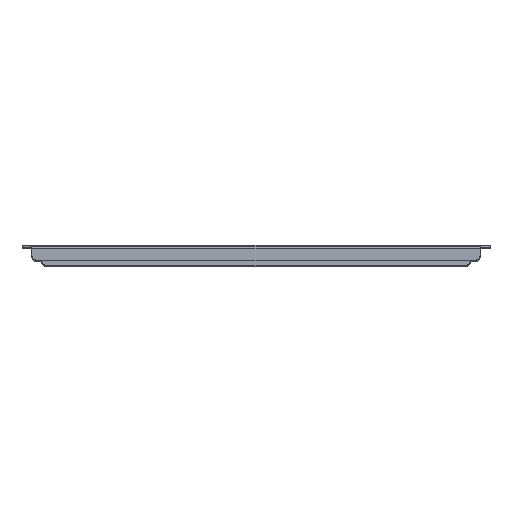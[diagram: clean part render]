
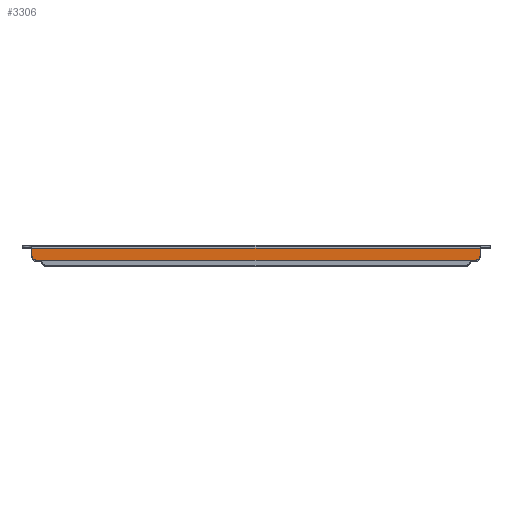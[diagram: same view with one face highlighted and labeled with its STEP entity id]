
A CAD part, top view. The second image highlights one B-rep face of the part: STEP entity #3306.
In plain terms, the highlighted planar face has unit normal (0, 0, 1).
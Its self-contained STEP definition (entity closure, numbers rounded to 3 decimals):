
#58 = CARTESIAN_POINT ( 'NONE',  ( -228.25, -1.5, 47.45 ) ) ;
#107 = CARTESIAN_POINT ( 'NONE',  ( 0., 0., 47.45 ) ) ;
#132 = EDGE_CURVE ( 'NONE', #161, #277, #1150, .T. ) ;
#161 = VERTEX_POINT ( 'NONE', #1713 ) ;
#277 = VERTEX_POINT ( 'NONE', #3224 ) ;
#286 = ORIENTED_EDGE ( 'NONE', *, *, #1754, .F. ) ;
#333 = VERTEX_POINT ( 'NONE', #478 ) ;
#357 = CARTESIAN_POINT ( 'NONE',  ( 228.25, -10., 47.45 ) ) ;
#398 = EDGE_CURVE ( 'NONE', #333, #277, #2430, .T. ) ;
#412 = CARTESIAN_POINT ( 'NONE',  ( -228.25, -15., 47.45 ) ) ;
#433 = ORIENTED_EDGE ( 'NONE', *, *, #132, .F. ) ;
#472 = DIRECTION ( 'NONE',  ( 0., -1., 0. ) ) ;
#478 = CARTESIAN_POINT ( 'NONE',  ( 228.25, -3., 47.45 ) ) ;
#529 = DIRECTION ( 'NONE',  ( -1., 0., 0. ) ) ;
#548 = ORIENTED_EDGE ( 'NONE', *, *, #1377, .T. ) ;
#592 = VECTOR ( 'NONE', #2022, 1000. ) ;
#674 = EDGE_CURVE ( 'NONE', #2202, #2401, #2892, .T. ) ;
#720 = AXIS2_PLACEMENT_3D ( 'NONE', #2749, #1946, #1144 ) ;
#945 = VECTOR ( 'NONE', #529, 1000. ) ;
#974 = DIRECTION ( 'NONE',  ( 0., 0., 1. ) ) ;
#1063 = VECTOR ( 'NONE', #472, 1000. ) ;
#1086 = ORIENTED_EDGE ( 'NONE', *, *, #398, .T. ) ;
#1144 = DIRECTION ( 'NONE',  ( 0., -1., 0. ) ) ;
#1150 = LINE ( 'NONE', #58, #592 ) ;
#1207 = VERTEX_POINT ( 'NONE', #357 ) ;
#1306 = CARTESIAN_POINT ( 'NONE',  ( 0., -3., 47.45 ) ) ;
#1377 = EDGE_CURVE ( 'NONE', #2202, #1207, #2915, .T. ) ;
#1469 = PLANE ( 'NONE',  #3150 ) ;
#1509 = DIRECTION ( 'NONE',  ( -1., 0., 0. ) ) ;
#1713 = CARTESIAN_POINT ( 'NONE',  ( -228.25, -10., 47.45 ) ) ;
#1754 = EDGE_CURVE ( 'NONE', #333, #1207, #2621, .T. ) ;
#1854 = CARTESIAN_POINT ( 'NONE',  ( 228.25, -15., 47.45 ) ) ;
#1946 = DIRECTION ( 'NONE',  ( 0., 0., 1. ) ) ;
#2022 = DIRECTION ( 'NONE',  ( 0., 1., 0. ) ) ;
#2034 = VECTOR ( 'NONE', #1509, 1000. ) ;
#2065 = DIRECTION ( 'NONE',  ( 0., -1., 0. ) ) ;
#2096 = EDGE_CURVE ( 'NONE', #161, #2401, #3547, .T. ) ;
#2202 = VERTEX_POINT ( 'NONE', #3345 ) ;
#2257 = ORIENTED_EDGE ( 'NONE', *, *, #2096, .T. ) ;
#2358 = CARTESIAN_POINT ( 'NONE',  ( 223.25, -10., 47.45 ) ) ;
#2401 = VERTEX_POINT ( 'NONE', #3234 ) ;
#2430 = LINE ( 'NONE', #1306, #945 ) ;
#2494 = ORIENTED_EDGE ( 'NONE', *, *, #674, .F. ) ;
#2621 = LINE ( 'NONE', #1854, #1063 ) ;
#2650 = DIRECTION ( 'NONE',  ( 0., 0., 1. ) ) ;
#2667 = DIRECTION ( 'NONE',  ( 0., -1., 0. ) ) ;
#2749 = CARTESIAN_POINT ( 'NONE',  ( -223.25, -10., 47.45 ) ) ;
#2892 = LINE ( 'NONE', #412, #2034 ) ;
#2915 = CIRCLE ( 'NONE', #3484, 5. ) ;
#3150 = AXIS2_PLACEMENT_3D ( 'NONE', #107, #974, #2065 ) ;
#3183 = EDGE_LOOP ( 'NONE', ( #433, #2257, #2494, #548, #286, #1086 ) ) ;
#3224 = CARTESIAN_POINT ( 'NONE',  ( -228.25, -3., 47.45 ) ) ;
#3234 = CARTESIAN_POINT ( 'NONE',  ( -223.25, -15., 47.45 ) ) ;
#3306 = ADVANCED_FACE ( 'NONE', ( #3424 ), #1469, .T. ) ;
#3345 = CARTESIAN_POINT ( 'NONE',  ( 223.25, -15., 47.45 ) ) ;
#3424 = FACE_OUTER_BOUND ( 'NONE', #3183, .T. ) ;
#3484 = AXIS2_PLACEMENT_3D ( 'NONE', #2358, #2650, #2667 ) ;
#3547 = CIRCLE ( 'NONE', #720, 5. ) ;
